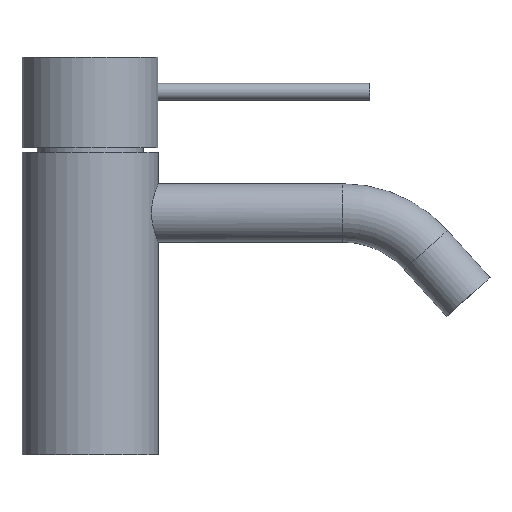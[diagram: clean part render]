
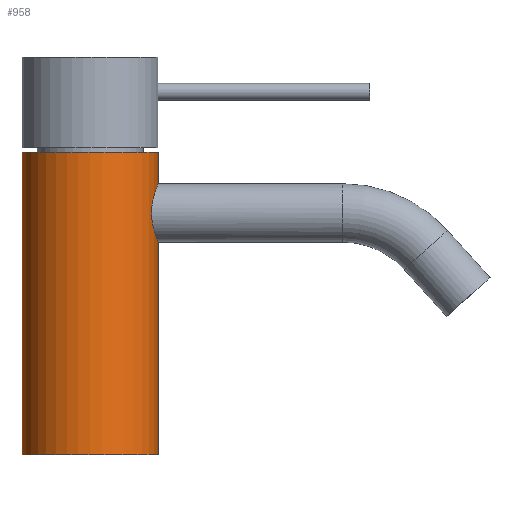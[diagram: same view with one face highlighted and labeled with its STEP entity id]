
A CAD part, left-side view. The second image highlights one B-rep face of the part: STEP entity #958.
In plain terms, the highlighted cylindrical face has radius 22.5 mm (diameter 45 mm), a partial arc.
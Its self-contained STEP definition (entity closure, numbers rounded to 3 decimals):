
#11 = DIRECTION ( 'NONE',  ( 0., 1., 0. ) ) ;
#29 = AXIS2_PLACEMENT_3D ( 'NONE', #394, #158, #146 ) ;
#69 = CARTESIAN_POINT ( 'NONE',  ( 0., -100., 22.5 ) ) ;
#101 = DIRECTION ( 'NONE',  ( 0., 0., 1. ) ) ;
#104 = DIRECTION ( 'NONE',  ( 0., 1., 0. ) ) ;
#146 = DIRECTION ( 'NONE',  ( 0., 0., 1. ) ) ;
#158 = DIRECTION ( 'NONE',  ( 0., 1., 0. ) ) ;
#173 = DIRECTION ( 'NONE',  ( 0., 1., 0. ) ) ;
#244 = CARTESIAN_POINT ( 'NONE',  ( 0., -100., 22.5 ) ) ;
#270 = DIRECTION ( 'NONE',  ( 0., 0., 1. ) ) ;
#300 = AXIS2_PLACEMENT_3D ( 'NONE', #1056, #871, #270 ) ;
#359 = EDGE_CURVE ( 'NONE', #505, #946, #449, .T. ) ;
#394 = CARTESIAN_POINT ( 'NONE',  ( 0., -100., 0. ) ) ;
#449 = CIRCLE ( 'NONE', #300, 22.5 ) ;
#486 = VECTOR ( 'NONE', #104, 1000. ) ;
#505 = VERTEX_POINT ( 'NONE', #1204 ) ;
#506 = EDGE_LOOP ( 'NONE', ( #1301, #674, #729, #519 ) ) ;
#519 = ORIENTED_EDGE ( 'NONE', *, *, #359, .F. ) ;
#537 = LINE ( 'NONE', #244, #486 ) ;
#674 = ORIENTED_EDGE ( 'NONE', *, *, #800, .T. ) ;
#695 = AXIS2_PLACEMENT_3D ( 'NONE', #1117, #11, #101 ) ;
#729 = ORIENTED_EDGE ( 'NONE', *, *, #837, .T. ) ;
#743 = LINE ( 'NONE', #971, #859 ) ;
#780 = FACE_OUTER_BOUND ( 'NONE', #506, .T. ) ;
#800 = EDGE_CURVE ( 'NONE', #951, #1384, #1313, .T. ) ;
#837 = EDGE_CURVE ( 'NONE', #1384, #946, #537, .T. ) ;
#858 = CYLINDRICAL_SURFACE ( 'NONE', #29, 22.5 ) ;
#859 = VECTOR ( 'NONE', #173, 1000. ) ;
#871 = DIRECTION ( 'NONE',  ( 0., 1., 0. ) ) ;
#941 = EDGE_CURVE ( 'NONE', #951, #505, #743, .T. ) ;
#946 = VERTEX_POINT ( 'NONE', #1250 ) ;
#951 = VERTEX_POINT ( 'NONE', #1092 ) ;
#958 = ADVANCED_FACE ( 'NONE', ( #780 ), #858, .T. ) ;
#971 = CARTESIAN_POINT ( 'NONE',  ( 0., -100., -22.5 ) ) ;
#1056 = CARTESIAN_POINT ( 'NONE',  ( 0., 0., 0. ) ) ;
#1092 = CARTESIAN_POINT ( 'NONE',  ( 0., -100., -22.5 ) ) ;
#1117 = CARTESIAN_POINT ( 'NONE',  ( 0., -100., 0. ) ) ;
#1204 = CARTESIAN_POINT ( 'NONE',  ( 0., 0., -22.5 ) ) ;
#1250 = CARTESIAN_POINT ( 'NONE',  ( 0., 0., 22.5 ) ) ;
#1301 = ORIENTED_EDGE ( 'NONE', *, *, #941, .F. ) ;
#1313 = CIRCLE ( 'NONE', #695, 22.5 ) ;
#1384 = VERTEX_POINT ( 'NONE', #69 ) ;
